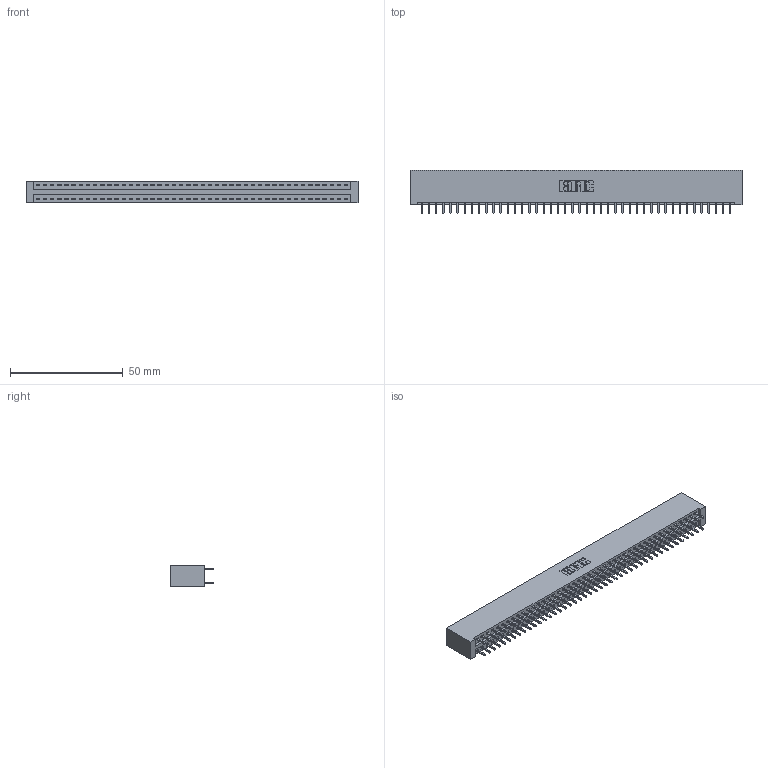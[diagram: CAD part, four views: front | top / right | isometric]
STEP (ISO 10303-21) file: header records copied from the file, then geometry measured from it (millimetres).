
FILE_DESCRIPTION (( 'STEP AP203' ), '1' );
FILE_NAME ('396-088-521-201.STEP', '2018-09-10T05:12:10', ( '' ), ( '' ), 'SwSTEP 2.0', 'SolidWorks 2016', '' );
FILE_SCHEMA (( 'CONFIG_CONTROL_DESIGN' ));
Length unit declared in the file: inch
Products named in the file (3): 346 Part_No Mounting Lugs; 345-292-001_345-293-121; 396-088-521-201
Assembly tree (89 placements, depth 2):
  396-088-521-201
    346 Part_No Mounting Lugs
    345-292-001_345-293-121  x88
Bounding box: 146.94 x 19.05 x 9.4 mm (x, y, z)
Volume: 14881.3 mm3; surface area: 20408.1 mm2
Topology: 89 solids, 89 shells, 4690 faces, 13945 edges, 9178 vertices
Faces by surface type: plane 3152, cylinder 1538
Entity records: 28187 total; most frequent: CARTESIAN_POINT 4640, ORIENTED_EDGE 4574, DIRECTION 4135, EDGE_CURVE 2287, LINE 1987, VECTOR 1987, VERTEX_POINT 1522, AXIS2_PLACEMENT_3D 1074
